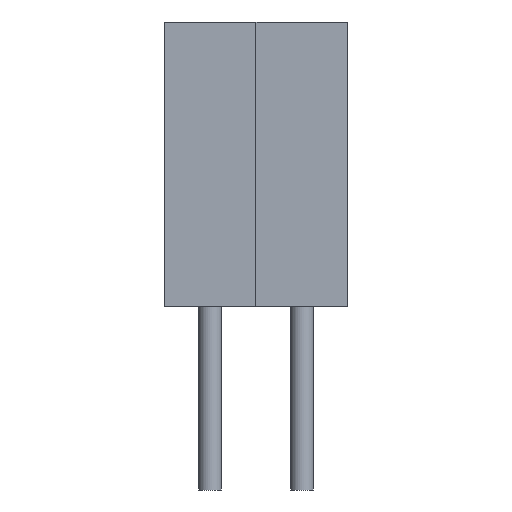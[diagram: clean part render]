
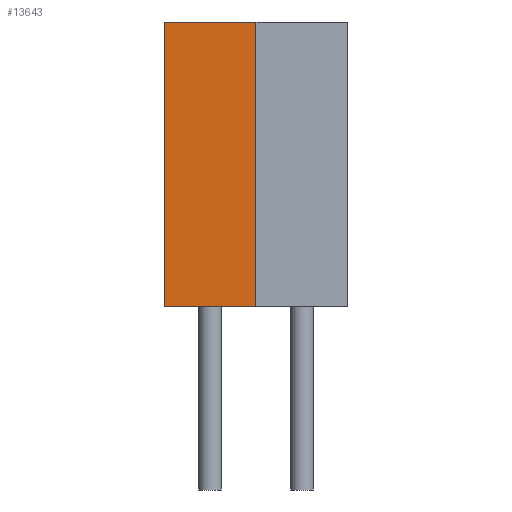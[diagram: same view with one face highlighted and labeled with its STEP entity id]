
A CAD part, left-side view. The second image highlights one B-rep face of the part: STEP entity #13643.
In plain terms, the highlighted planar face has unit normal (-1, 0, 0).
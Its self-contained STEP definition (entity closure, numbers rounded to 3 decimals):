
#13323=CARTESIAN_POINT('',(-1.27,1.27,0.762));
#13322=VERTEX_POINT('',#13323);
#13341=CARTESIAN_POINT('',(-1.27,1.27,8.636));
#13340=VERTEX_POINT('',#13341);
#13349=EDGE_CURVE('',#13322,#13340,#13354,.T.);
#13354=LINE('',#13323,#13356);
#13356=VECTOR('',#13357,7.874);
#13357=DIRECTION('',(0.0,0.0,1.0));
#13370=CARTESIAN_POINT('',(-1.27,3.81,0.762));
#13369=VERTEX_POINT('',#13370);
#13380=CARTESIAN_POINT('',(-1.27,3.81,8.636));
#13379=VERTEX_POINT('',#13380);
#13378=EDGE_CURVE('',#13379,#13369,#13383,.T.);
#13383=LINE('',#13380,#13385);
#13385=VECTOR('',#13386,7.874);
#13386=DIRECTION('',(0.0,0.0,-1.0));
#13449=EDGE_CURVE('',#13340,#13379,#13454,.T.);
#13454=LINE('',#13341,#13456);
#13456=VECTOR('',#13457,2.54);
#13457=DIRECTION('',(0.0,1.0,0.0));
#13522=EDGE_CURVE('',#13369,#13322,#13527,.T.);
#13527=LINE('',#13370,#13529);
#13529=VECTOR('',#13530,2.54);
#13530=DIRECTION('',(0.0,-1.0,0.0));
#13643=ADVANCED_FACE('',(#13649),#13644,.T.);
#13644=PLANE('',#13645);
#13645=AXIS2_PLACEMENT_3D('',#13646,#13647,#13648);
#13646=CARTESIAN_POINT('',(-1.27,1.27,8.636));
#13647=DIRECTION('',(-1.0,0.0,0.0));
#13648=DIRECTION('',(0.,0.,1.));
#13649=FACE_OUTER_BOUND('',#13650,.T.);
#13650=EDGE_LOOP('',(#13651,#13661,#13671,#13681));
#13651=ORIENTED_EDGE('',*,*,#13449,.T.);
#13661=ORIENTED_EDGE('',*,*,#13378,.T.);
#13671=ORIENTED_EDGE('',*,*,#13522,.T.);
#13681=ORIENTED_EDGE('',*,*,#13349,.T.);
